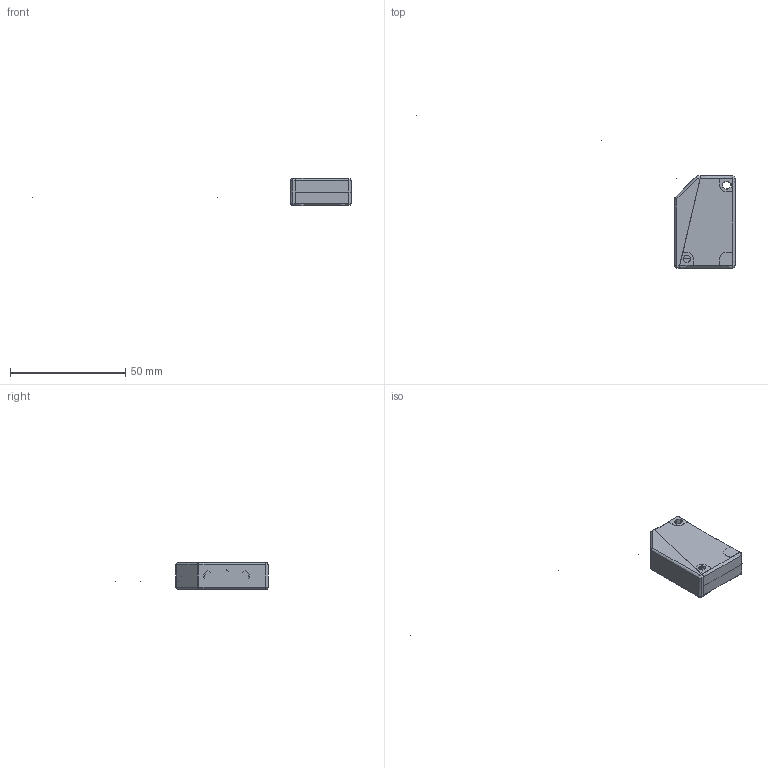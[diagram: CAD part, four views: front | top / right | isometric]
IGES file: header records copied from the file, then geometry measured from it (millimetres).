
Global section: file name: Filename.iges; native system: Open CASCADE 6.7; preprocessor: Open CASCADE IGES processor 6.7; author: schlueter; date: 20170323.112509; units: inch
Bounding box: 138.59 x 66.2 x 12.02 mm (x, y, z)
Topology: 0 solids, 0 shells, 479 faces, 2279 edges, 2243 vertices
Faces by surface type: plane 240, revolution 169, bspline 70
